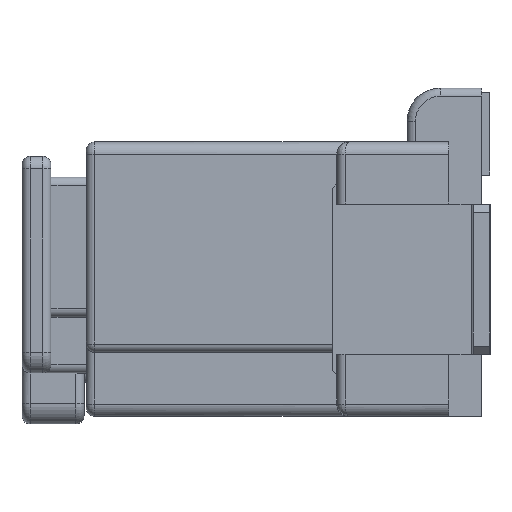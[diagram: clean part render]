
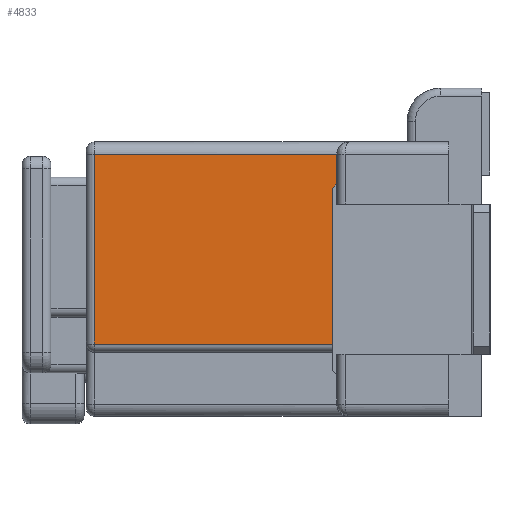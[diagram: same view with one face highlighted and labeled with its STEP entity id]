
A CAD part, left-side view. The second image highlights one B-rep face of the part: STEP entity #4833.
In plain terms, the highlighted planar face has unit normal (-1, 0, 0).
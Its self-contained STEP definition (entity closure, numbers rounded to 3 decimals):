
#1363 = DIRECTION ( 'NONE',  ( 0., 0., 1. ) ) ;
#1696 = LINE ( 'NONE', #8855, #18678 ) ;
#3967 = VERTEX_POINT ( 'NONE', #10773 ) ;
#3982 = ORIENTED_EDGE ( 'NONE', *, *, #16529, .F. ) ;
#4105 = DIRECTION ( 'NONE',  ( 1., 0., 0. ) ) ;
#4833 = ADVANCED_FACE ( 'NONE', ( #6995 ), #10673, .F. ) ;
#6827 = EDGE_LOOP ( 'NONE', ( #3982, #16128, #11018, #14105 ) ) ;
#6867 = VECTOR ( 'NONE', #1363, 1000. ) ;
#6995 = FACE_OUTER_BOUND ( 'NONE', #6827, .T. ) ;
#8649 = AXIS2_PLACEMENT_3D ( 'NONE', #9052, #4105, #15632 ) ;
#8855 = CARTESIAN_POINT ( 'NONE',  ( -6.15, 1.5, 0. ) ) ;
#8959 = CARTESIAN_POINT ( 'NONE',  ( -6.15, 1.5, -4.88 ) ) ;
#9052 = CARTESIAN_POINT ( 'NONE',  ( -6.15, 7.55, 0. ) ) ;
#9421 = CARTESIAN_POINT ( 'NONE',  ( -6.15, 7.55, -0.3 ) ) ;
#10266 = VERTEX_POINT ( 'NONE', #16692 ) ;
#10479 = DIRECTION ( 'NONE',  ( 0., 0., -1. ) ) ;
#10673 = PLANE ( 'NONE',  #8649 ) ;
#10773 = CARTESIAN_POINT ( 'NONE',  ( -6.15, 7.35, -4.88 ) ) ;
#11018 = ORIENTED_EDGE ( 'NONE', *, *, #16661, .F. ) ;
#11047 = DIRECTION ( 'NONE',  ( 0., -1., 0. ) ) ;
#13264 = LINE ( 'NONE', #9421, #20896 ) ;
#13621 = DIRECTION ( 'NONE',  ( 0., 1., 0. ) ) ;
#13956 = VERTEX_POINT ( 'NONE', #8959 ) ;
#14105 = ORIENTED_EDGE ( 'NONE', *, *, #16717, .F. ) ;
#14883 = CARTESIAN_POINT ( 'NONE',  ( -6.15, 7.35, -0.3 ) ) ;
#15324 = VECTOR ( 'NONE', #13621, 1000. ) ;
#15632 = DIRECTION ( 'NONE',  ( 0., 0., 1. ) ) ;
#16064 = VERTEX_POINT ( 'NONE', #14883 ) ;
#16076 = CARTESIAN_POINT ( 'NONE',  ( -6.15, 7.35, -0.3 ) ) ;
#16128 = ORIENTED_EDGE ( 'NONE', *, *, #16569, .F. ) ;
#16529 = EDGE_CURVE ( 'NONE', #13956, #3967, #19670, .T. ) ;
#16569 = EDGE_CURVE ( 'NONE', #10266, #13956, #1696, .T. ) ;
#16661 = EDGE_CURVE ( 'NONE', #16064, #10266, #13264, .T. ) ;
#16692 = CARTESIAN_POINT ( 'NONE',  ( -6.15, 1.5, -0.3 ) ) ;
#16717 = EDGE_CURVE ( 'NONE', #3967, #16064, #19917, .T. ) ;
#18514 = CARTESIAN_POINT ( 'NONE',  ( -6.15, 7.55, -4.88 ) ) ;
#18678 = VECTOR ( 'NONE', #10479, 1000. ) ;
#19670 = LINE ( 'NONE', #18514, #15324 ) ;
#19917 = LINE ( 'NONE', #16076, #6867 ) ;
#20896 = VECTOR ( 'NONE', #11047, 1000. ) ;
